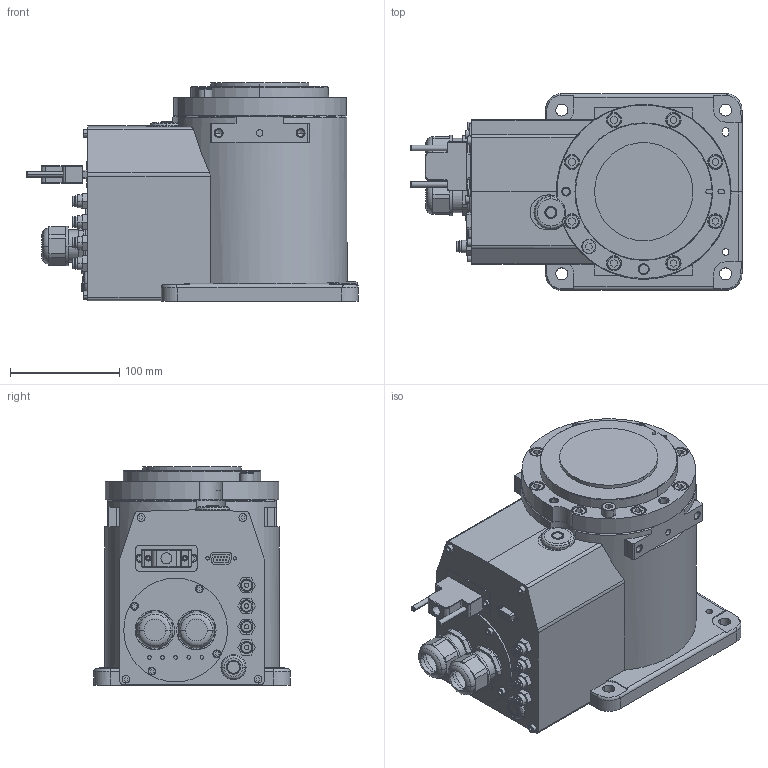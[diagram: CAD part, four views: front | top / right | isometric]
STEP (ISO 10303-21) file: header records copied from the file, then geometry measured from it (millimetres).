
FILE_DESCRIPTION((''),'2;1');
FILE_NAME('_C4S','2019-08-25T10:49:29',('arco0'),(''),'CREO PARAMETRIC BY PTC INC, 2018420','CREO PARAMETRIC BY PTC INC, 2018420','');
FILE_SCHEMA(('AUTOMOTIVE_DESIGN { 1 0 10303 214 1 1 1 1 }'));
Length unit declared in the file: millimetre
Products named in the file (1): _C4S
Bounding box: 304 x 180 x 200 mm (x, y, z)
Volume: 5845622.5 mm3; surface area: 293250.5 mm2
Topology: 1 solids, 1 shells, 934 faces, 2218 edges, 1404 vertices
Faces by surface type: plane 506, cylinder 306, cone 66, torus 56
Entity records: 33669 total; most frequent: DIRECTION 4856, CARTESIAN_POINT 4829, ORIENTED_EDGE 4420, EDGE_CURVE 2210, AXIS2_PLACEMENT_3D 1770, VERTEX_POINT 1404, VECTOR 1316, LINE 1316
